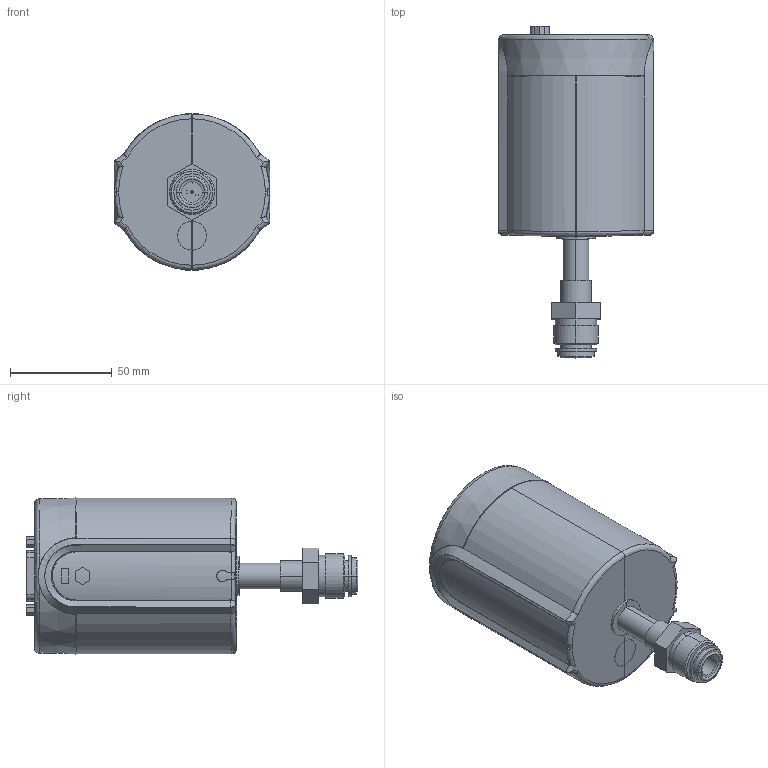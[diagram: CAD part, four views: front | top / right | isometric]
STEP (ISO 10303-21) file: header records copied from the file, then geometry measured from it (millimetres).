
FILE_DESCRIPTION (( 'STEP AP203' ), '1' );
FILE_NAME ('1052001-FITTING CF-8 VCR MALE.STEP', '2013-06-28T15:03:12', ( '' ), ( '' ), 'SwSTEP 2.0', 'SolidWorks 2012', '' );
FILE_SCHEMA (( 'CONFIG_CONTROL_DESIGN' ));
Length unit declared in the file: inch
Products named in the file (1): 1052001-FITTING CF-8 VCR MALE
Bounding box: 76.45 x 162.93 x 76.58 mm (x, y, z)
Surface area: 56700.9 mm2 (no closed solid volume)
Topology: 0 solids, 20 shells, 268 faces, 1612 edges, 1338 vertices
Faces by surface type: cylinder 109, plane 73, bspline 37, sphere 30, cone 12, torus 7
Entity records: 21943 total; most frequent: CARTESIAN_POINT 9444, DIRECTION 2682, ORIENTED_EDGE 2093, EDGE_CURVE 1548, VERTEX_POINT 1308, AXIS2_PLACEMENT_3D 1180, CIRCLE 948, EDGE_LOOP 621
